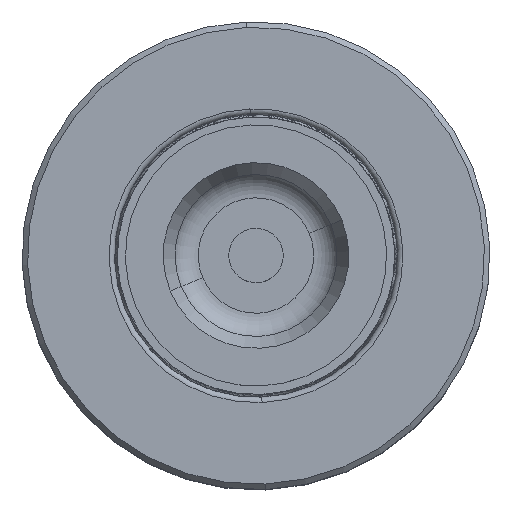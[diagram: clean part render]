
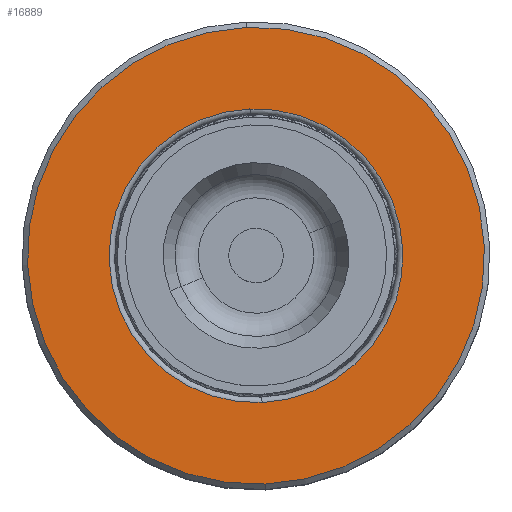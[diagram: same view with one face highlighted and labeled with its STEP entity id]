
A CAD part, top view. The second image highlights one B-rep face of the part: STEP entity #16889.
In plain terms, the highlighted face is planar.
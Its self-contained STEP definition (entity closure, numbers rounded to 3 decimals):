
#77 = DIRECTION ( 'NONE',  ( 0., 0., -1. ) ) ;
#1987 = VERTEX_POINT ( 'NONE', #23226 ) ;
#2455 = AXIS2_PLACEMENT_3D ( 'NONE', #30732, #36963, #10279 ) ;
#3071 = EDGE_CURVE ( 'NONE', #21599, #3516, #26025, .T. ) ;
#3072 = DIRECTION ( 'NONE',  ( 0., -1., 0. ) ) ;
#3516 = VERTEX_POINT ( 'NONE', #7195 ) ;
#5420 = DIRECTION ( 'NONE',  ( 0., 0., -1. ) ) ;
#5508 = CARTESIAN_POINT ( 'NONE',  ( 0., 15.687, -13.5 ) ) ;
#6716 = ORIENTED_EDGE ( 'NONE', *, *, #23138, .F. ) ;
#7195 = CARTESIAN_POINT ( 'NONE',  ( 0., 15.687, 13.5 ) ) ;
#7946 = CIRCLE ( 'NONE', #27731, 21. ) ;
#8007 = CARTESIAN_POINT ( 'NONE',  ( 0., 15.687, 0. ) ) ;
#9779 = CIRCLE ( 'NONE', #2455, 21. ) ;
#10136 = EDGE_LOOP ( 'NONE', ( #6716, #12875 ) ) ;
#10279 = DIRECTION ( 'NONE',  ( 0., 0., -1. ) ) ;
#10578 = AXIS2_PLACEMENT_3D ( 'NONE', #17457, #3072, #5420 ) ;
#10893 = DIRECTION ( 'NONE',  ( 0., 0., -1. ) ) ;
#10992 = DIRECTION ( 'NONE',  ( 0., 1., 0. ) ) ;
#12875 = ORIENTED_EDGE ( 'NONE', *, *, #35897, .F. ) ;
#14019 = AXIS2_PLACEMENT_3D ( 'NONE', #14070, #10992, #31453 ) ;
#14070 = CARTESIAN_POINT ( 'NONE',  ( 21., 15.687, 0. ) ) ;
#14259 = EDGE_CURVE ( 'NONE', #3516, #21599, #25305, .T. ) ;
#16889 = ADVANCED_FACE ( 'NONE', ( #27593, #23870 ), #28318, .T. ) ;
#17457 = CARTESIAN_POINT ( 'NONE',  ( 0., 15.687, 0. ) ) ;
#20300 = ORIENTED_EDGE ( 'NONE', *, *, #14259, .T. ) ;
#21599 = VERTEX_POINT ( 'NONE', #5508 ) ;
#22449 = EDGE_LOOP ( 'NONE', ( #38015, #20300 ) ) ;
#23138 = EDGE_CURVE ( 'NONE', #1987, #32811, #7946, .T. ) ;
#23226 = CARTESIAN_POINT ( 'NONE',  ( 0., 15.687, -21. ) ) ;
#23662 = CARTESIAN_POINT ( 'NONE',  ( 0., 15.687, 21. ) ) ;
#23870 = FACE_OUTER_BOUND ( 'NONE', #10136, .T. ) ;
#24019 = DIRECTION ( 'NONE',  ( 0., -1., 0. ) ) ;
#25305 = CIRCLE ( 'NONE', #27614, 13.5 ) ;
#26025 = CIRCLE ( 'NONE', #10578, 13.5 ) ;
#27593 = FACE_BOUND ( 'NONE', #22449, .T. ) ;
#27614 = AXIS2_PLACEMENT_3D ( 'NONE', #8007, #34600, #10893 ) ;
#27731 = AXIS2_PLACEMENT_3D ( 'NONE', #31465, #24019, #77 ) ;
#28318 = PLANE ( 'NONE',  #14019 ) ;
#30732 = CARTESIAN_POINT ( 'NONE',  ( 0., 15.687, 0. ) ) ;
#31453 = DIRECTION ( 'NONE',  ( 0., 0., 1. ) ) ;
#31465 = CARTESIAN_POINT ( 'NONE',  ( 0., 15.687, 0. ) ) ;
#32811 = VERTEX_POINT ( 'NONE', #23662 ) ;
#34600 = DIRECTION ( 'NONE',  ( 0., -1., 0. ) ) ;
#35897 = EDGE_CURVE ( 'NONE', #32811, #1987, #9779, .T. ) ;
#36963 = DIRECTION ( 'NONE',  ( 0., -1., 0. ) ) ;
#38015 = ORIENTED_EDGE ( 'NONE', *, *, #3071, .T. ) ;
